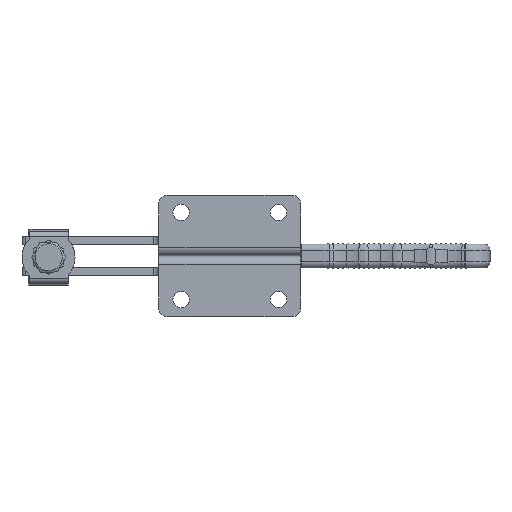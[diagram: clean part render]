
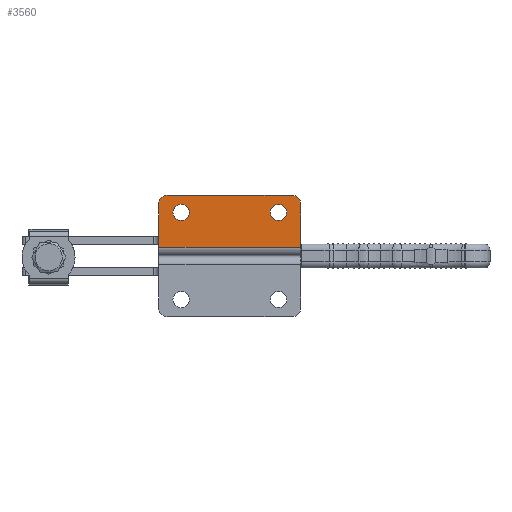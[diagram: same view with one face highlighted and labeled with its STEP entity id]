
A CAD part, front view. The second image highlights one B-rep face of the part: STEP entity #3560.
In plain terms, the highlighted planar face has unit normal (0, -1, 0).
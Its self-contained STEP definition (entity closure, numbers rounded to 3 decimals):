
#660 = VERTEX_POINT ( 'NONE', #25683 ) ;
#804 = CARTESIAN_POINT ( 'NONE',  ( 70., 0., 25.5 ) ) ;
#1134 = VECTOR ( 'NONE', #4433, 1000. ) ;
#1419 = EDGE_LOOP ( 'NONE', ( #35392, #6658 ) ) ;
#2190 = CARTESIAN_POINT ( 'NONE',  ( 83., 0., 5. ) ) ;
#2204 = LINE ( 'NONE', #3139, #1134 ) ;
#2585 = AXIS2_PLACEMENT_3D ( 'NONE', #6228, #29871, #9641 ) ;
#3139 = CARTESIAN_POINT ( 'NONE',  ( 0., 0., 5. ) ) ;
#3560 = ADVANCED_FACE ( 'NONE', ( #7530, #43520, #18666 ), #40507, .F. ) ;
#3685 = EDGE_LOOP ( 'NONE', ( #40663, #28307 ) ) ;
#3799 = EDGE_CURVE ( 'NONE', #15278, #11955, #2204, .T. ) ;
#4103 = CIRCLE ( 'NONE', #13124, 4.75 ) ;
#4241 = DIRECTION ( 'NONE',  ( 0., 0., -1. ) ) ;
#4433 = DIRECTION ( 'NONE',  ( 0., 0., -1. ) ) ;
#5906 = CARTESIAN_POINT ( 'NONE',  ( 0., 0., 30.5 ) ) ;
#6228 = CARTESIAN_POINT ( 'NONE',  ( 13., 0., 25.5 ) ) ;
#6284 = DIRECTION ( 'NONE',  ( -1., 0., 0. ) ) ;
#6658 = ORIENTED_EDGE ( 'NONE', *, *, #43726, .F. ) ;
#6793 = ORIENTED_EDGE ( 'NONE', *, *, #24024, .T. ) ;
#7028 = CIRCLE ( 'NONE', #38216, 5. ) ;
#7518 = AXIS2_PLACEMENT_3D ( 'NONE', #11490, #35133, #14888 ) ;
#7530 = FACE_OUTER_BOUND ( 'NONE', #18382, .T. ) ;
#7651 = CARTESIAN_POINT ( 'NONE',  ( 13., 0., 30.25 ) ) ;
#9222 = EDGE_CURVE ( 'NONE', #11955, #27869, #11281, .T. ) ;
#9641 = DIRECTION ( 'NONE',  ( 0., 0., -1. ) ) ;
#9676 = DIRECTION ( 'NONE',  ( 0., -1., 0. ) ) ;
#9834 = DIRECTION ( 'NONE',  ( 0., 1., 0. ) ) ;
#10622 = DIRECTION ( 'NONE',  ( 0., -1., 0. ) ) ;
#10801 = CARTESIAN_POINT ( 'NONE',  ( 0., 0., 5. ) ) ;
#10827 = CIRCLE ( 'NONE', #16146, 4.75 ) ;
#11281 = LINE ( 'NONE', #10801, #28178 ) ;
#11490 = CARTESIAN_POINT ( 'NONE',  ( 78., 0., 30.5 ) ) ;
#11955 = VERTEX_POINT ( 'NONE', #22166 ) ;
#12625 = DIRECTION ( 'NONE',  ( 0., -1., 0. ) ) ;
#13124 = AXIS2_PLACEMENT_3D ( 'NONE', #804, #24509, #4241 ) ;
#14184 = DIRECTION ( 'NONE',  ( 1., 0., 0. ) ) ;
#14552 = CARTESIAN_POINT ( 'NONE',  ( 83., 0., 30.5 ) ) ;
#14888 = DIRECTION ( 'NONE',  ( 0., 0., -1. ) ) ;
#15278 = VERTEX_POINT ( 'NONE', #5906 ) ;
#16146 = AXIS2_PLACEMENT_3D ( 'NONE', #30860, #10622, #34267 ) ;
#16422 = EDGE_CURVE ( 'NONE', #16981, #15278, #7028, .T. ) ;
#16862 = CARTESIAN_POINT ( 'NONE',  ( 78., 0., 35.5 ) ) ;
#16981 = VERTEX_POINT ( 'NONE', #33254 ) ;
#17949 = EDGE_CURVE ( 'NONE', #22020, #32365, #19685, .T. ) ;
#18086 = CIRCLE ( 'NONE', #2585, 4.75 ) ;
#18382 = EDGE_LOOP ( 'NONE', ( #25575, #34317, #40985, #6793, #40158, #34042 ) ) ;
#18666 = FACE_BOUND ( 'NONE', #3685, .T. ) ;
#19256 = DIRECTION ( 'NONE',  ( 0., 0., -1. ) ) ;
#19685 = CIRCLE ( 'NONE', #23512, 4.75 ) ;
#22020 = VERTEX_POINT ( 'NONE', #29556 ) ;
#22166 = CARTESIAN_POINT ( 'NONE',  ( 0., 0., 5. ) ) ;
#23046 = VERTEX_POINT ( 'NONE', #14552 ) ;
#23144 = CARTESIAN_POINT ( 'NONE',  ( 78., 0., 35.5 ) ) ;
#23512 = AXIS2_PLACEMENT_3D ( 'NONE', #29897, #9676, #33324 ) ;
#24024 = EDGE_CURVE ( 'NONE', #23046, #39025, #26210, .T. ) ;
#24509 = DIRECTION ( 'NONE',  ( 0., -1., 0. ) ) ;
#25575 = ORIENTED_EDGE ( 'NONE', *, *, #3799, .T. ) ;
#25683 = CARTESIAN_POINT ( 'NONE',  ( 70., 0., 30.25 ) ) ;
#26210 = CIRCLE ( 'NONE', #7518, 5. ) ;
#26816 = VECTOR ( 'NONE', #6284, 1000. ) ;
#26890 = CARTESIAN_POINT ( 'NONE',  ( 0., 0., 5. ) ) ;
#27671 = DIRECTION ( 'NONE',  ( 0., 0., 1. ) ) ;
#27869 = VERTEX_POINT ( 'NONE', #38462 ) ;
#27881 = LINE ( 'NONE', #23144, #26816 ) ;
#28048 = EDGE_CURVE ( 'NONE', #23046, #27869, #28619, .T. ) ;
#28178 = VECTOR ( 'NONE', #14184, 1000. ) ;
#28307 = ORIENTED_EDGE ( 'NONE', *, *, #41084, .F. ) ;
#28619 = LINE ( 'NONE', #2190, #36589 ) ;
#28857 = AXIS2_PLACEMENT_3D ( 'NONE', #26890, #9834, #27671 ) ;
#29556 = CARTESIAN_POINT ( 'NONE',  ( 13., 0., 20.75 ) ) ;
#29871 = DIRECTION ( 'NONE',  ( 0., -1., 0. ) ) ;
#29897 = CARTESIAN_POINT ( 'NONE',  ( 13., 0., 25.5 ) ) ;
#30860 = CARTESIAN_POINT ( 'NONE',  ( 70., 0., 25.5 ) ) ;
#32347 = EDGE_CURVE ( 'NONE', #36255, #660, #4103, .T. ) ;
#32365 = VERTEX_POINT ( 'NONE', #7651 ) ;
#32845 = CARTESIAN_POINT ( 'NONE',  ( 5., 0., 30.5 ) ) ;
#33254 = CARTESIAN_POINT ( 'NONE',  ( 5., 0., 35.5 ) ) ;
#33324 = DIRECTION ( 'NONE',  ( 0., 0., -1. ) ) ;
#34042 = ORIENTED_EDGE ( 'NONE', *, *, #16422, .T. ) ;
#34267 = DIRECTION ( 'NONE',  ( 0., 0., -1. ) ) ;
#34317 = ORIENTED_EDGE ( 'NONE', *, *, #9222, .T. ) ;
#35133 = DIRECTION ( 'NONE',  ( 0., -1., 0. ) ) ;
#35392 = ORIENTED_EDGE ( 'NONE', *, *, #17949, .F. ) ;
#36255 = VERTEX_POINT ( 'NONE', #37407 ) ;
#36261 = DIRECTION ( 'NONE',  ( 0., 0., -1. ) ) ;
#36589 = VECTOR ( 'NONE', #19256, 1000. ) ;
#37407 = CARTESIAN_POINT ( 'NONE',  ( 70., 0., 20.75 ) ) ;
#38216 = AXIS2_PLACEMENT_3D ( 'NONE', #32845, #12625, #36261 ) ;
#38228 = EDGE_CURVE ( 'NONE', #39025, #16981, #27881, .T. ) ;
#38462 = CARTESIAN_POINT ( 'NONE',  ( 83., 0., 5. ) ) ;
#39025 = VERTEX_POINT ( 'NONE', #16862 ) ;
#40158 = ORIENTED_EDGE ( 'NONE', *, *, #38228, .T. ) ;
#40507 = PLANE ( 'NONE',  #28857 ) ;
#40663 = ORIENTED_EDGE ( 'NONE', *, *, #32347, .F. ) ;
#40985 = ORIENTED_EDGE ( 'NONE', *, *, #28048, .F. ) ;
#41084 = EDGE_CURVE ( 'NONE', #660, #36255, #10827, .T. ) ;
#43520 = FACE_BOUND ( 'NONE', #1419, .T. ) ;
#43726 = EDGE_CURVE ( 'NONE', #32365, #22020, #18086, .T. ) ;
